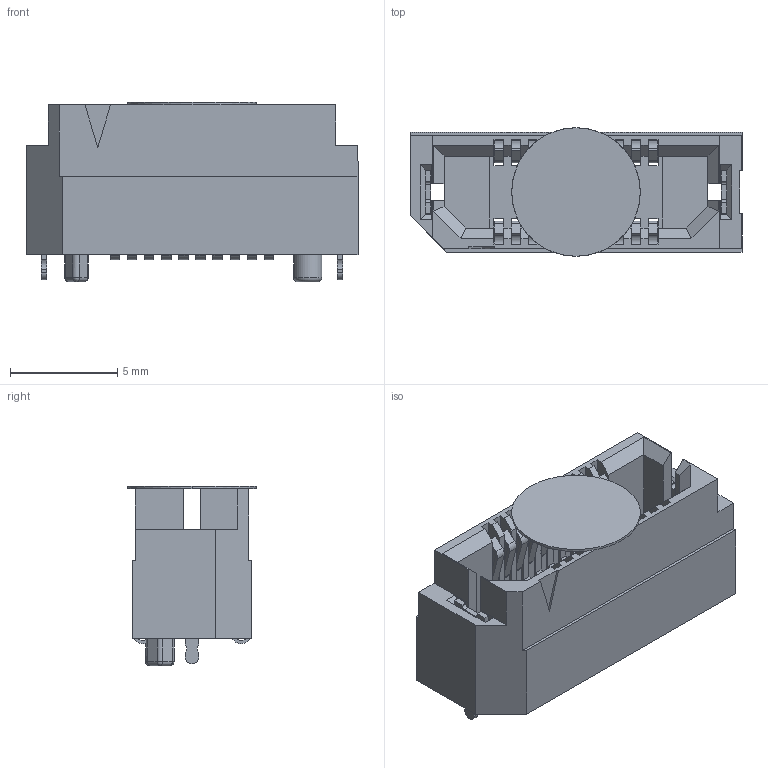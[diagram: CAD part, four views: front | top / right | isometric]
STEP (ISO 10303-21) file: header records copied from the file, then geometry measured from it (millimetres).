
FILE_DESCRIPTION (( 'STEP AP203' ), '1' );
FILE_NAME ('ERF8-010-07.0-X-DV-EGPS-K-BASIC.step', '2011-06-01T12:43:50', ( ' ' ), ( ' ' ), 'SwSTEP 2.0', 'SolidWorks 2010', '' );
FILE_SCHEMA (( 'CONFIG_CONTROL_DESIGN' ));
Length unit declared in the file: millimetre
Products named in the file (1): ERF8-010-07.0-X-DV-EGPS-K-BASIC
Bounding box: 15.5 x 6 x 8.39 mm (x, y, z)
Volume: 344.4 mm3; surface area: 1181.8 mm2
Topology: 1 solids, 1 shells, 607 faces, 1781 edges, 1174 vertices
Faces by surface type: plane 444, cylinder 156, sphere 5, torus 2
Entity records: 20141 total; most frequent: CARTESIAN_POINT 3557, ORIENTED_EDGE 3554, DIRECTION 3318, EDGE_CURVE 1777, LINE 1452, VECTOR 1452, VERTEX_POINT 1172, AXIS2_PLACEMENT_3D 933
